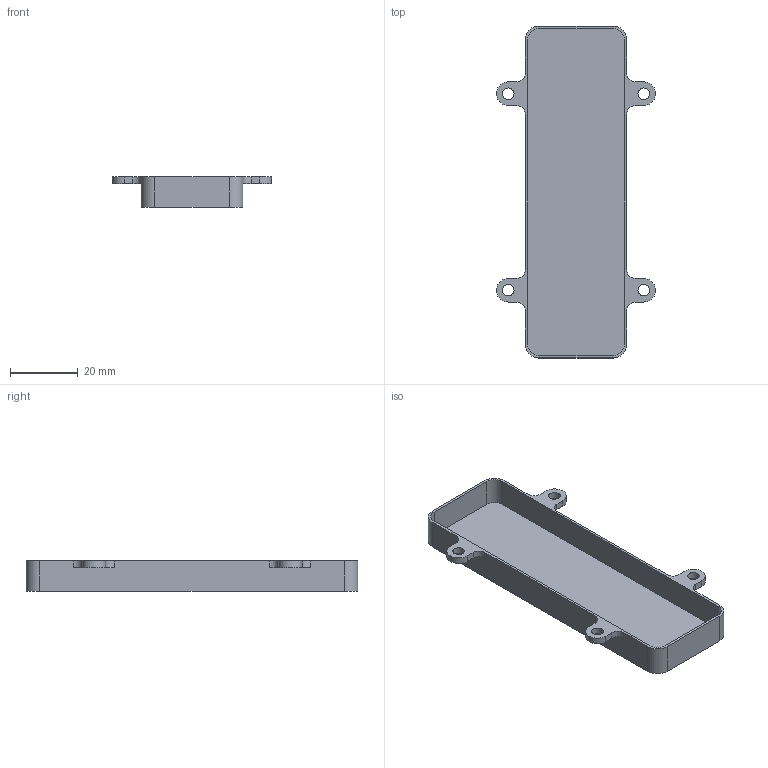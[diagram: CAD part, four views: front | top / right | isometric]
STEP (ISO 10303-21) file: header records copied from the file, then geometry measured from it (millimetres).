
FILE_DESCRIPTION(/* description */ (''),/* implementation_level */ '2;1');
FILE_NAME(/* name */ 'P402.step',/* time_stamp */ '2025-06-25T17:53:28+02:00',/* author */ (''),/* organization */ (''),/* preprocessor_version */ 'ST-DEVELOPER v20.1',/* originating_system */ 'Autodesk Translation Framework v14.10.0.0',/* authorisation */ '');
FILE_SCHEMA (('AUTOMOTIVE_DESIGN { 1 0 10303 214 3 1 1 }'));
Length unit declared in the file: millimetre
Products named in the file (1): P421 wire tray
Bounding box: 47 x 98 x 9 mm (x, y, z)
Volume: 4104.4 mm3; surface area: 10674.2 mm2
Topology: 1 solids, 1 shells, 51 faces, 142 edges, 94 vertices
Faces by surface type: plane 27, cylinder 24
Full cylindrical faces by diameter (mm): 3.4 x4
Entity records: 1697 total; most frequent: DIRECTION 294, CARTESIAN_POINT 288, ORIENTED_EDGE 284, EDGE_CURVE 142, AXIS2_PLACEMENT_3D 100, LINE 94, VECTOR 94, VERTEX_POINT 94
